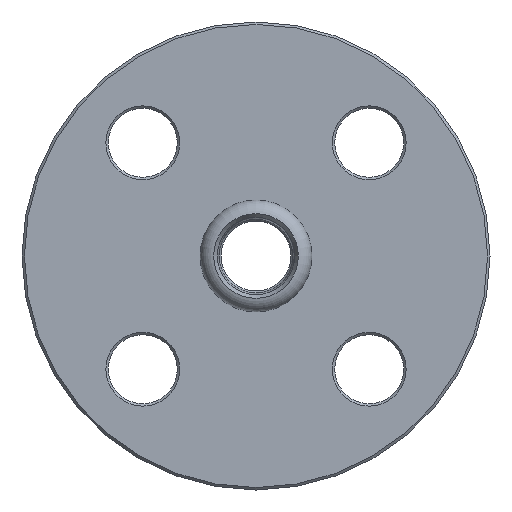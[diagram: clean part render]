
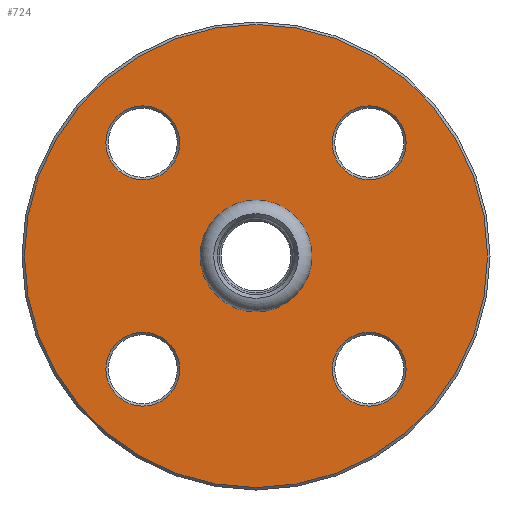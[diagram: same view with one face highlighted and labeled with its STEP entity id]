
A CAD part, left-side view. The second image highlights one B-rep face of the part: STEP entity #724.
In plain terms, the highlighted planar face has unit normal (-1, 0, 0).
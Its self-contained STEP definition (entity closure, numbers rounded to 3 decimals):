
#32=FACE_BOUND('',#173,.T.);
#33=FACE_BOUND('',#174,.T.);
#34=FACE_BOUND('',#175,.T.);
#35=FACE_BOUND('',#176,.T.);
#36=FACE_BOUND('',#177,.T.);
#44=PLANE('',#826);
#132=FACE_OUTER_BOUND('',#172,.T.);
#172=EDGE_LOOP('',(#575));
#173=EDGE_LOOP('',(#576));
#174=EDGE_LOOP('',(#577));
#175=EDGE_LOOP('',(#578));
#176=EDGE_LOOP('',(#579));
#177=EDGE_LOOP('',(#580));
#250=CIRCLE('',#827,47.);
#251=CIRCLE('',#828,7.5);
#252=CIRCLE('',#829,7.5);
#253=CIRCLE('',#830,7.5);
#254=CIRCLE('',#831,7.5);
#255=CIRCLE('',#832,10.6);
#328=VERTEX_POINT('',#1268);
#329=VERTEX_POINT('',#1270);
#330=VERTEX_POINT('',#1272);
#331=VERTEX_POINT('',#1274);
#332=VERTEX_POINT('',#1276);
#333=VERTEX_POINT('',#1278);
#417=EDGE_CURVE('',#328,#328,#250,.T.);
#418=EDGE_CURVE('',#329,#329,#251,.T.);
#419=EDGE_CURVE('',#330,#330,#252,.T.);
#420=EDGE_CURVE('',#331,#331,#253,.T.);
#421=EDGE_CURVE('',#332,#332,#254,.T.);
#422=EDGE_CURVE('',#333,#333,#255,.T.);
#575=ORIENTED_EDGE('',*,*,#417,.F.);
#576=ORIENTED_EDGE('',*,*,#418,.F.);
#577=ORIENTED_EDGE('',*,*,#419,.F.);
#578=ORIENTED_EDGE('',*,*,#420,.F.);
#579=ORIENTED_EDGE('',*,*,#421,.F.);
#580=ORIENTED_EDGE('',*,*,#422,.F.);
#724=ADVANCED_FACE('',(#132,#32,#33,#34,#35,#36),#44,.T.);
#826=AXIS2_PLACEMENT_3D('',#1267,#1011,#1012);
#827=AXIS2_PLACEMENT_3D('',#1269,#1013,#1014);
#828=AXIS2_PLACEMENT_3D('',#1271,#1015,#1016);
#829=AXIS2_PLACEMENT_3D('',#1273,#1017,#1018);
#830=AXIS2_PLACEMENT_3D('',#1275,#1019,#1020);
#831=AXIS2_PLACEMENT_3D('',#1277,#1021,#1022);
#832=AXIS2_PLACEMENT_3D('',#1279,#1023,#1024);
#1011=DIRECTION('center_axis',(-1.,0.,0.));
#1012=DIRECTION('ref_axis',(0.,0.,1.));
#1013=DIRECTION('center_axis',(1.,0.,0.));
#1014=DIRECTION('ref_axis',(0.,-1.,0.));
#1015=DIRECTION('center_axis',(-1.,0.,0.));
#1016=DIRECTION('ref_axis',(0.,-1.,0.));
#1017=DIRECTION('center_axis',(-1.,0.,0.));
#1018=DIRECTION('ref_axis',(0.,-1.,0.));
#1019=DIRECTION('center_axis',(-1.,0.,0.));
#1020=DIRECTION('ref_axis',(0.,-1.,0.));
#1021=DIRECTION('center_axis',(-1.,0.,0.));
#1022=DIRECTION('ref_axis',(0.,-1.,0.));
#1023=DIRECTION('center_axis',(-1.,0.,0.));
#1024=DIRECTION('ref_axis',(0.,1.,0.));
#1267=CARTESIAN_POINT('Origin',(0.,23.75,0.));
#1268=CARTESIAN_POINT('',(0.,47.,0.));
#1269=CARTESIAN_POINT('Origin',(0.,0.,0.));
#1270=CARTESIAN_POINT('',(0.,30.481,22.981));
#1271=CARTESIAN_POINT('Origin',(0.,22.981,22.981));
#1272=CARTESIAN_POINT('',(0.,30.481,-22.981));
#1273=CARTESIAN_POINT('Origin',(0.,22.981,-22.981));
#1274=CARTESIAN_POINT('',(0.,-15.481,-22.981));
#1275=CARTESIAN_POINT('Origin',(0.,-22.981,-22.981));
#1276=CARTESIAN_POINT('',(0.,-15.481,22.981));
#1277=CARTESIAN_POINT('Origin',(0.,-22.981,22.981));
#1278=CARTESIAN_POINT('',(0.,-10.6,0.));
#1279=CARTESIAN_POINT('Origin',(0.,0.,0.));
